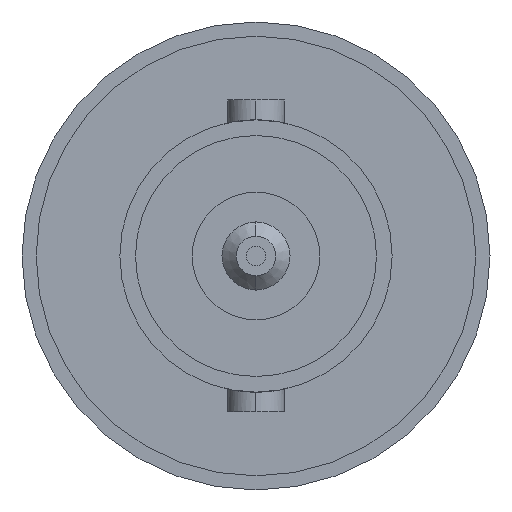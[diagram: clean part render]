
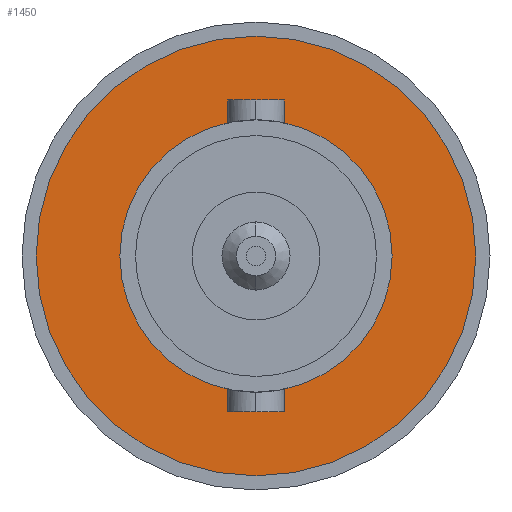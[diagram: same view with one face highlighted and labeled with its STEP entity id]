
A CAD part, left-side view. The second image highlights one B-rep face of the part: STEP entity #1450.
In plain terms, the highlighted planar face has unit normal (-1, 0, 0).
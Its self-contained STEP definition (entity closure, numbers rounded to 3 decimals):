
#104 = FACE_OUTER_BOUND ( 'NONE', #1816, .T. ) ;
#151 = EDGE_LOOP ( 'NONE', ( #1249, #1178 ) ) ;
#175 = EDGE_CURVE ( 'NONE', #809, #1248, #997, .T. ) ;
#203 = AXIS2_PLACEMENT_3D ( 'NONE', #337, #1358, #479 ) ;
#213 = CARTESIAN_POINT ( 'NONE',  ( 136.5, 105., 7.75 ) ) ;
#249 = CIRCLE ( 'NONE', #439, 4.8 ) ;
#264 = CARTESIAN_POINT ( 'NONE',  ( 136.5, 105., 4.8 ) ) ;
#287 = DIRECTION ( 'NONE',  ( -1., 0., 0. ) ) ;
#288 = CARTESIAN_POINT ( 'NONE',  ( 136.5, 105., 0. ) ) ;
#328 = CARTESIAN_POINT ( 'NONE',  ( 136.5, 105., -7.75 ) ) ;
#337 = CARTESIAN_POINT ( 'NONE',  ( 136.5, 105., 0. ) ) ;
#432 = DIRECTION ( 'NONE',  ( 0., 0., -1. ) ) ;
#439 = AXIS2_PLACEMENT_3D ( 'NONE', #1156, #287, #1311 ) ;
#442 = EDGE_CURVE ( 'NONE', #901, #1793, #249, .T. ) ;
#476 = CARTESIAN_POINT ( 'NONE',  ( 136.5, 112.75, 0. ) ) ;
#479 = DIRECTION ( 'NONE',  ( 0., 0., 1. ) ) ;
#604 = CARTESIAN_POINT ( 'NONE',  ( 136.5, 105., 0. ) ) ;
#616 = DIRECTION ( 'NONE',  ( 0., 0., 1. ) ) ;
#662 = ORIENTED_EDGE ( 'NONE', *, *, #1839, .F. ) ;
#701 = AXIS2_PLACEMENT_3D ( 'NONE', #476, #1496, #616 ) ;
#748 = DIRECTION ( 'NONE',  ( 0., 0., -1. ) ) ;
#809 = VERTEX_POINT ( 'NONE', #328 ) ;
#821 = CIRCLE ( 'NONE', #1663, 7.75 ) ;
#901 = VERTEX_POINT ( 'NONE', #1653 ) ;
#997 = CIRCLE ( 'NONE', #1645, 7.75 ) ;
#1122 = EDGE_CURVE ( 'NONE', #1793, #901, #1777, .T. ) ;
#1156 = CARTESIAN_POINT ( 'NONE',  ( 136.5, 105., 0. ) ) ;
#1172 = FACE_BOUND ( 'NONE', #151, .T. ) ;
#1178 = ORIENTED_EDGE ( 'NONE', *, *, #1122, .F. ) ;
#1248 = VERTEX_POINT ( 'NONE', #213 ) ;
#1249 = ORIENTED_EDGE ( 'NONE', *, *, #442, .F. ) ;
#1311 = DIRECTION ( 'NONE',  ( 0., 0., 1. ) ) ;
#1312 = DIRECTION ( 'NONE',  ( 1., 0., 0. ) ) ;
#1315 = ORIENTED_EDGE ( 'NONE', *, *, #175, .F. ) ;
#1358 = DIRECTION ( 'NONE',  ( -1., 0., 0. ) ) ;
#1450 = ADVANCED_FACE ( 'NONE', ( #104, #1172 ), #1778, .T. ) ;
#1496 = DIRECTION ( 'NONE',  ( -1., 0., 0. ) ) ;
#1633 = DIRECTION ( 'NONE',  ( 1., 0., 0. ) ) ;
#1645 = AXIS2_PLACEMENT_3D ( 'NONE', #604, #1633, #748 ) ;
#1653 = CARTESIAN_POINT ( 'NONE',  ( 136.5, 105., -4.8 ) ) ;
#1663 = AXIS2_PLACEMENT_3D ( 'NONE', #288, #1312, #432 ) ;
#1777 = CIRCLE ( 'NONE', #203, 4.8 ) ;
#1778 = PLANE ( 'NONE',  #701 ) ;
#1793 = VERTEX_POINT ( 'NONE', #264 ) ;
#1816 = EDGE_LOOP ( 'NONE', ( #1315, #662 ) ) ;
#1839 = EDGE_CURVE ( 'NONE', #1248, #809, #821, .T. ) ;
